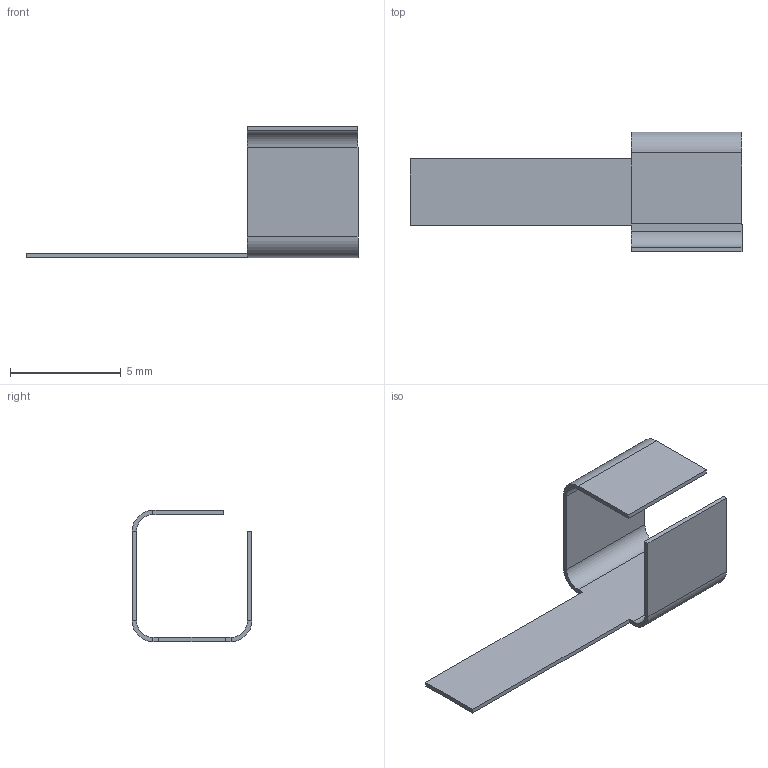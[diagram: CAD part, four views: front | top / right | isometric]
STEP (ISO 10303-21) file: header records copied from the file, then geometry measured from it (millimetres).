
FILE_DESCRIPTION (( 'STEP AP214' ), '1' );
FILE_NAME ('pince_paille_vanne.step', '2016-11-18T20:41:26', ( '' ), ( '' ), 'SwSTEP 2.0', 'SolidWorks 2015', '' );
FILE_SCHEMA (( 'AUTOMOTIVE_DESIGN' ));
Length unit declared in the file: millimetre
Products named in the file (1): pince_paille_vanne
Bounding box: 15 x 5.4 x 5.94 mm (x, y, z)
Volume: 24.8 mm3; surface area: 261.5 mm2
Topology: 1 solids, 1 shells, 34 faces, 72 edges, 40 vertices
Faces by surface type: plane 28, cylinder 6
Entity records: 910 total; most frequent: DIRECTION 154, CARTESIAN_POINT 147, ORIENTED_EDGE 144, EDGE_CURVE 72, VECTOR 60, LINE 60, AXIS2_PLACEMENT_3D 47, VERTEX_POINT 40
